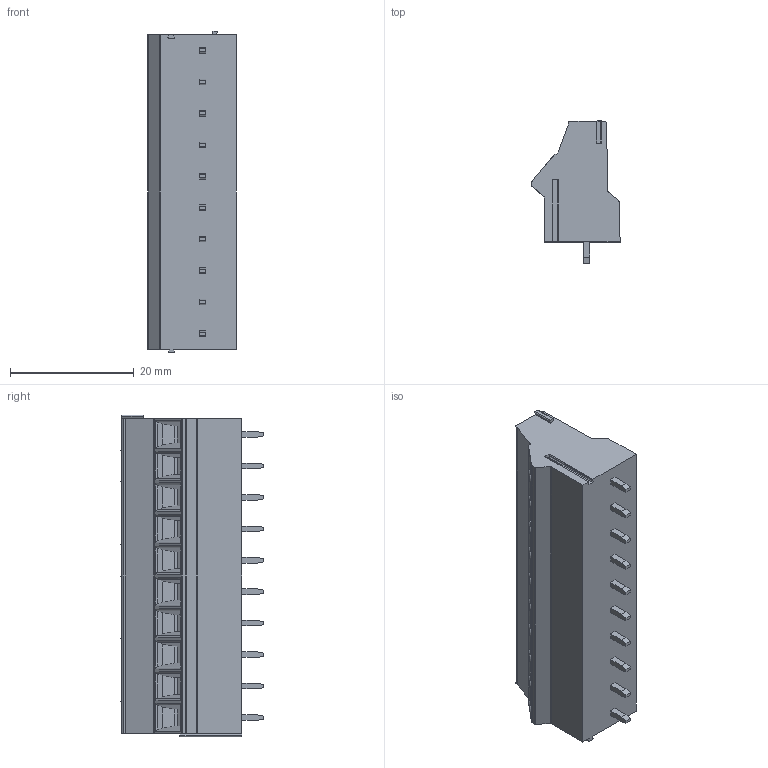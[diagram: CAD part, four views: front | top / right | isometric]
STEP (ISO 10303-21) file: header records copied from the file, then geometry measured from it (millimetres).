
FILE_DESCRIPTION((''),'2;1');
FILE_NAME('PRT0053','2025-01-20T',('yanfa'),(''),'PRO/ENGINEER BY PARAMETRIC TECHNOLOGY CORPORATION, 2009280','PRO/ENGINEER BY PARAMETRIC TECHNOLOGY CORPORATION, 2009280','');
FILE_SCHEMA(('AUTOMOTIVE_DESIGN_CC2 { 1 2 10303 214 -1 1 5 2 }'));
Length unit declared in the file: millimetre
Products named in the file (1): PRT0053
Bounding box: 14.25 x 23.1 x 51.96 mm (x, y, z)
Volume: 9327.4 mm3; surface area: 4522.9 mm2
Topology: 1 solids, 1 shells, 386 faces, 1042 edges, 682 vertices
Faces by surface type: plane 260, cylinder 94, torus 20, sphere 12
Entity records: 12202 total; most frequent: CARTESIAN_POINT 2526, ORIENTED_EDGE 2060, DIRECTION 1914, EDGE_CURVE 1030, VECTOR 718, LINE 718, VERTEX_POINT 682, AXIS2_PLACEMENT_3D 598
